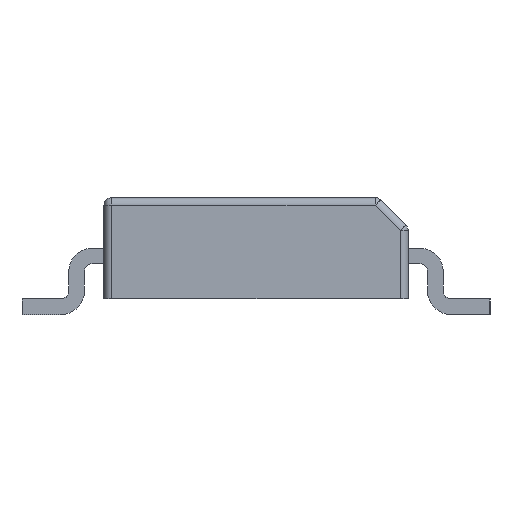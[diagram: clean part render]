
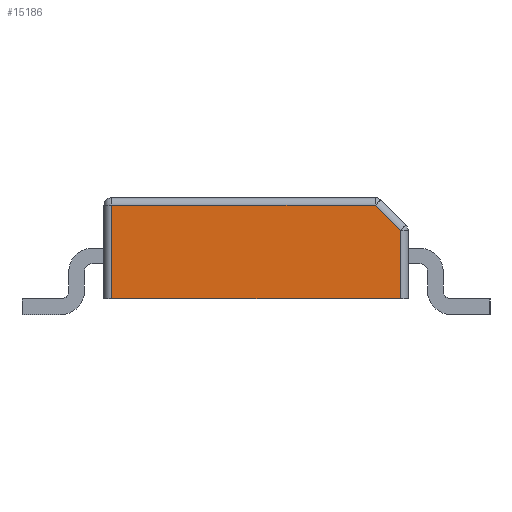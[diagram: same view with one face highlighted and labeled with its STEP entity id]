
A CAD part, left-side view. The second image highlights one B-rep face of the part: STEP entity #15186.
In plain terms, the highlighted planar face has unit normal (-1, 0, 0).
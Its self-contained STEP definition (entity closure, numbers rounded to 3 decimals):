
#81 = DIRECTION ( 'NONE',  ( 1., 0., 0. ) ) ;
#258 = ORIENTED_EDGE ( 'NONE', *, *, #17372, .T. ) ;
#273 = LINE ( 'NONE', #5583, #19228 ) ;
#635 = DIRECTION ( 'NONE',  ( 0., 0., -1. ) ) ;
#1074 = CARTESIAN_POINT ( 'NONE',  ( -4.95, -1.85, -0.65 ) ) ;
#1886 = VERTEX_POINT ( 'NONE', #14771 ) ;
#1936 = ORIENTED_EDGE ( 'NONE', *, *, #19919, .T. ) ;
#2428 = CARTESIAN_POINT ( 'NONE',  ( -4.95, 1.85, 0.65 ) ) ;
#3327 = CARTESIAN_POINT ( 'NONE',  ( -4.95, 0.261, 2.339 ) ) ;
#4020 = VERTEX_POINT ( 'NONE', #15400 ) ;
#4676 = VERTEX_POINT ( 'NONE', #8967 ) ;
#5376 = EDGE_CURVE ( 'NONE', #7524, #19921, #273, .T. ) ;
#5583 = CARTESIAN_POINT ( 'NONE',  ( -4.95, -1.85, 0.65 ) ) ;
#6620 = FACE_OUTER_BOUND ( 'NONE', #9832, .T. ) ;
#6743 = LINE ( 'NONE', #20174, #17920 ) ;
#7524 = VERTEX_POINT ( 'NONE', #1074 ) ;
#7711 = ORIENTED_EDGE ( 'NONE', *, *, #5376, .T. ) ;
#7754 = VECTOR ( 'NONE', #17628, 1000. ) ;
#8152 = DIRECTION ( 'NONE',  ( 0., 0.707, 0.707 ) ) ;
#8361 = LINE ( 'NONE', #3327, #12647 ) ;
#8372 = AXIS2_PLACEMENT_3D ( 'NONE', #18283, #81, #16754 ) ;
#8615 = ORIENTED_EDGE ( 'NONE', *, *, #13630, .T. ) ;
#8967 = CARTESIAN_POINT ( 'NONE',  ( -4.95, 1.85, 0.55 ) ) ;
#9832 = EDGE_LOOP ( 'NONE', ( #258, #7711, #8615, #1936, #17530 ) ) ;
#9958 = EDGE_CURVE ( 'NONE', #4676, #1886, #17832, .T. ) ;
#11110 = CARTESIAN_POINT ( 'NONE',  ( -4.95, 1.95, -0.65 ) ) ;
#12647 = VECTOR ( 'NONE', #8152, 1000. ) ;
#13630 = EDGE_CURVE ( 'NONE', #19921, #4020, #8361, .T. ) ;
#14771 = CARTESIAN_POINT ( 'NONE',  ( -4.95, 1.85, -0.65 ) ) ;
#15186 = ADVANCED_FACE ( 'NONE', ( #6620 ), #16540, .F. ) ;
#15400 = CARTESIAN_POINT ( 'NONE',  ( -4.95, -1.528, 0.55 ) ) ;
#16540 = PLANE ( 'NONE',  #8372 ) ;
#16663 = DIRECTION ( 'NONE',  ( 0., 1., 0. ) ) ;
#16754 = DIRECTION ( 'NONE',  ( 0., 0., -1. ) ) ;
#17372 = EDGE_CURVE ( 'NONE', #1886, #7524, #17414, .T. ) ;
#17414 = LINE ( 'NONE', #11110, #7754 ) ;
#17530 = ORIENTED_EDGE ( 'NONE', *, *, #9958, .T. ) ;
#17628 = DIRECTION ( 'NONE',  ( 0., -1., 0. ) ) ;
#17832 = LINE ( 'NONE', #2428, #18627 ) ;
#17920 = VECTOR ( 'NONE', #16663, 1000. ) ;
#18283 = CARTESIAN_POINT ( 'NONE',  ( -4.95, 1.95, 0.65 ) ) ;
#18627 = VECTOR ( 'NONE', #635, 1000. ) ;
#19228 = VECTOR ( 'NONE', #20472, 1000. ) ;
#19919 = EDGE_CURVE ( 'NONE', #4020, #4676, #6743, .T. ) ;
#19921 = VERTEX_POINT ( 'NONE', #20067 ) ;
#20067 = CARTESIAN_POINT ( 'NONE',  ( -4.95, -1.85, 0.228 ) ) ;
#20174 = CARTESIAN_POINT ( 'NONE',  ( -4.95, 1.95, 0.55 ) ) ;
#20472 = DIRECTION ( 'NONE',  ( 0., 0., 1. ) ) ;
